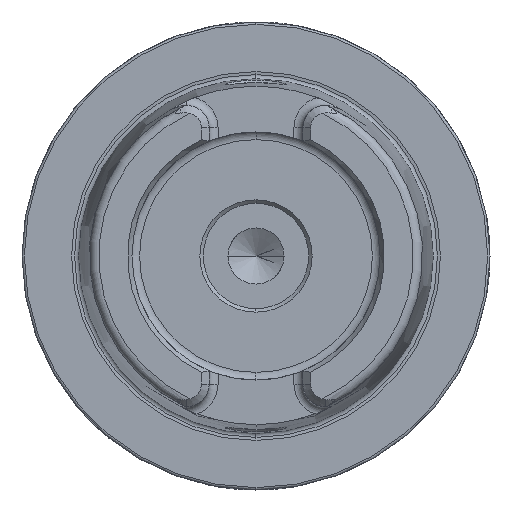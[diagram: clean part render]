
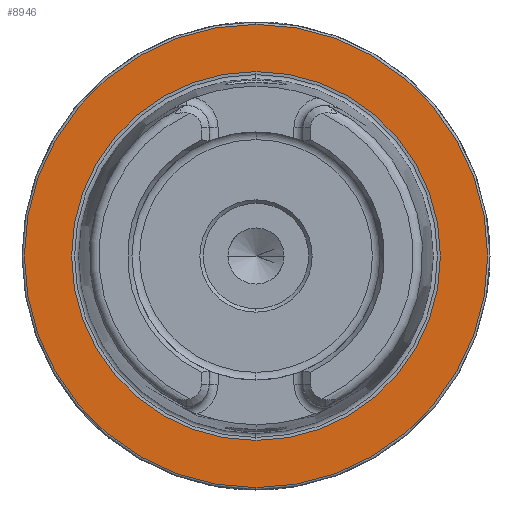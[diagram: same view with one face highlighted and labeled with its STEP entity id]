
A CAD part, left-side view. The second image highlights one B-rep face of the part: STEP entity #8946.
In plain terms, the highlighted planar face has unit normal (-1, 0, 0).
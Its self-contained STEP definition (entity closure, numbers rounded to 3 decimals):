
#1289 = CARTESIAN_POINT ( 'NONE',  ( 0., 0., -39.405 ) ) ;
#1593 = CARTESIAN_POINT ( 'NONE',  ( 0., 0., 0. ) ) ;
#1594 = DIRECTION ( 'NONE',  ( -1., 0., 0. ) ) ;
#1595 = DIRECTION ( 'NONE',  ( 0., 0., 1. ) ) ;
#1596 = CARTESIAN_POINT ( 'NONE',  ( 0., 0., 0. ) ) ;
#1597 = DIRECTION ( 'NONE',  ( -1., 0., 0. ) ) ;
#1598 = DIRECTION ( 'NONE',  ( 0., 0., 1. ) ) ;
#2501 = FACE_BOUND ( 'NONE', #8904, .T. ) ;
#2509 = FACE_OUTER_BOUND ( 'NONE', #12959, .T. ) ;
#3251 = ORIENTED_EDGE ( 'NONE', *, *, #12086, .F. ) ;
#3252 = ORIENTED_EDGE ( 'NONE', *, *, #3580, .F. ) ;
#3253 = ORIENTED_EDGE ( 'NONE', *, *, #3576, .T. ) ;
#3254 = ORIENTED_EDGE ( 'NONE', *, *, #12087, .T. ) ;
#3576 = EDGE_CURVE ( 'NONE', #10369, #10385, #4835, .T. ) ;
#3580 = EDGE_CURVE ( 'NONE', #10579, #10382, #4838, .T. ) ;
#3947 = CIRCLE ( 'NONE', #9215, 39.405 ) ;
#3948 = CIRCLE ( 'NONE', #9216, 49.5 ) ;
#4835 = CIRCLE ( 'NONE', #12242, 49.5 ) ;
#4838 = CIRCLE ( 'NONE', #12245, 39.405 ) ;
#6273 = CARTESIAN_POINT ( 'NONE',  ( 0., 49.5, 0. ) ) ;
#6276 = PLANE ( 'NONE',  #10794 ) ;
#6278 = DIRECTION ( 'NONE',  ( 1., 0., 0. ) ) ;
#6279 = DIRECTION ( 'NONE',  ( 0., 0., -1. ) ) ;
#6633 = CARTESIAN_POINT ( 'NONE',  ( 0., 0., 49.5 ) ) ;
#6646 = CARTESIAN_POINT ( 'NONE',  ( 0., 0., 39.405 ) ) ;
#6649 = CARTESIAN_POINT ( 'NONE',  ( 0., 0., -49.5 ) ) ;
#8904 = EDGE_LOOP ( 'NONE', ( #3251, #3252 ) ) ;
#8946 = ADVANCED_FACE ( 'NONE', ( #2501, #2509 ), #6276, .F. ) ;
#9215 = AXIS2_PLACEMENT_3D ( 'NONE', #1593, #1594, #1595 ) ;
#9216 = AXIS2_PLACEMENT_3D ( 'NONE', #1596, #1597, #1598 ) ;
#10223 = CARTESIAN_POINT ( 'NONE',  ( 0., 0., 0. ) ) ;
#10224 = DIRECTION ( 'NONE',  ( -1., 0., 0. ) ) ;
#10225 = DIRECTION ( 'NONE',  ( 0., 0., 1. ) ) ;
#10234 = CARTESIAN_POINT ( 'NONE',  ( 0., 0., 0. ) ) ;
#10235 = DIRECTION ( 'NONE',  ( -1., 0., 0. ) ) ;
#10236 = DIRECTION ( 'NONE',  ( 0., 0., 1. ) ) ;
#10369 = VERTEX_POINT ( 'NONE', #6633 ) ;
#10382 = VERTEX_POINT ( 'NONE', #6646 ) ;
#10385 = VERTEX_POINT ( 'NONE', #6649 ) ;
#10579 = VERTEX_POINT ( 'NONE', #1289 ) ;
#10794 = AXIS2_PLACEMENT_3D ( 'NONE', #6273, #6278, #6279 ) ;
#12086 = EDGE_CURVE ( 'NONE', #10382, #10579, #3947, .T. ) ;
#12087 = EDGE_CURVE ( 'NONE', #10385, #10369, #3948, .T. ) ;
#12242 = AXIS2_PLACEMENT_3D ( 'NONE', #10223, #10224, #10225 ) ;
#12245 = AXIS2_PLACEMENT_3D ( 'NONE', #10234, #10235, #10236 ) ;
#12959 = EDGE_LOOP ( 'NONE', ( #3253, #3254 ) ) ;
